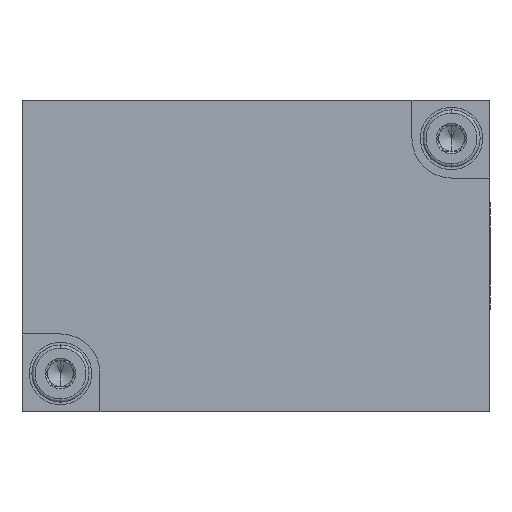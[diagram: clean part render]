
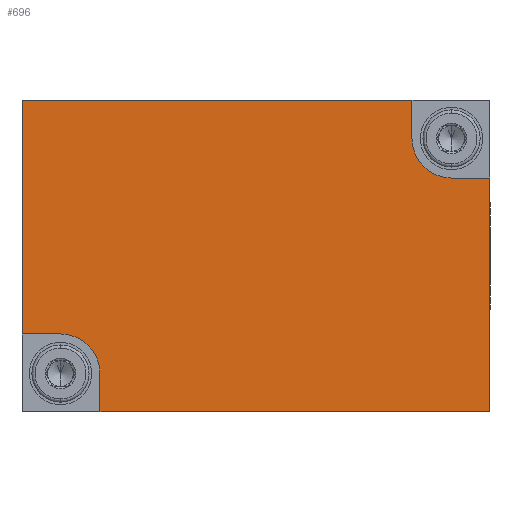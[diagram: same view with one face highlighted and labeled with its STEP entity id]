
A CAD part, front view. The second image highlights one B-rep face of the part: STEP entity #696.
In plain terms, the highlighted planar face has unit normal (0, -1, 0).
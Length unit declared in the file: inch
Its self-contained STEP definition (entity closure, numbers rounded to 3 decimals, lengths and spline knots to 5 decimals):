
#41 = AXIS2_PLACEMENT_3D ( 'NONE', #4100, #604, #7460 ) ;
#214 = VERTEX_POINT ( 'NONE', #1074 ) ;
#504 = VECTOR ( 'NONE', #3112, 39.37008 ) ;
#507 = CARTESIAN_POINT ( 'NONE',  ( 0.88583, 0., 1.1811 ) ) ;
#549 = EDGE_CURVE ( 'NONE', #5282, #1740, #6557, .T. ) ;
#591 = VERTEX_POINT ( 'NONE', #4788 ) ;
#604 = DIRECTION ( 'NONE',  ( 0., -1., 0. ) ) ;
#652 = LINE ( 'NONE', #4766, #6535 ) ;
#696 = ADVANCED_FACE ( 'NONE', ( #7327 ), #3160, .F. ) ;
#1074 = CARTESIAN_POINT ( 'NONE',  ( -0.59055, 0., 0. ) ) ;
#1075 = CARTESIAN_POINT ( 'NONE',  ( -0.74016, 0., 0.29528 ) ) ;
#1174 = CARTESIAN_POINT ( 'NONE',  ( -0.88583, 0., 1.1811 ) ) ;
#1211 = AXIS2_PLACEMENT_3D ( 'NONE', #5559, #6745, #5448 ) ;
#1293 = ORIENTED_EDGE ( 'NONE', *, *, #3412, .T. ) ;
#1362 = DIRECTION ( 'NONE',  ( 0., 0., -1. ) ) ;
#1502 = VERTEX_POINT ( 'NONE', #7158 ) ;
#1740 = VERTEX_POINT ( 'NONE', #2868 ) ;
#1882 = CARTESIAN_POINT ( 'NONE',  ( -0.88583, 0., 0.29528 ) ) ;
#1928 = CARTESIAN_POINT ( 'NONE',  ( 0.88583, 0., 0. ) ) ;
#2002 = DIRECTION ( 'NONE',  ( 0., 0., 1. ) ) ;
#2163 = VERTEX_POINT ( 'NONE', #2528 ) ;
#2233 = EDGE_LOOP ( 'NONE', ( #4340, #5695, #5472, #4104, #5569, #4149, #6360, #1293, #5890, #3421 ) ) ;
#2442 = DIRECTION ( 'NONE',  ( 1., 0., 0. ) ) ;
#2510 = CARTESIAN_POINT ( 'NONE',  ( -0.59055, 0., 0. ) ) ;
#2528 = CARTESIAN_POINT ( 'NONE',  ( -0.59055, 0., 0.14567 ) ) ;
#2597 = CARTESIAN_POINT ( 'NONE',  ( -0.88583, 0., 0.29528 ) ) ;
#2856 = DIRECTION ( 'NONE',  ( 0., 0., 1. ) ) ;
#2868 = CARTESIAN_POINT ( 'NONE',  ( -0.88583, 0., 1.1811 ) ) ;
#2963 = VECTOR ( 'NONE', #6751, 39.37008 ) ;
#2984 = CIRCLE ( 'NONE', #41, 0.14961 ) ;
#3027 = EDGE_CURVE ( 'NONE', #1502, #591, #7202, .T. ) ;
#3112 = DIRECTION ( 'NONE',  ( 1., 0., 0. ) ) ;
#3160 = PLANE ( 'NONE',  #1211 ) ;
#3202 = AXIS2_PLACEMENT_3D ( 'NONE', #4299, #7272, #2002 ) ;
#3263 = VECTOR ( 'NONE', #4674, 39.37008 ) ;
#3412 = EDGE_CURVE ( 'NONE', #214, #7487, #7163, .T. ) ;
#3421 = ORIENTED_EDGE ( 'NONE', *, *, #3027, .F. ) ;
#3441 = VECTOR ( 'NONE', #2442, 39.37008 ) ;
#3453 = EDGE_CURVE ( 'NONE', #2163, #3614, #7151, .T. ) ;
#3614 = VERTEX_POINT ( 'NONE', #1075 ) ;
#3660 = DIRECTION ( 'NONE',  ( 0., 0., 1. ) ) ;
#3745 = EDGE_CURVE ( 'NONE', #3614, #5585, #5598, .T. ) ;
#4005 = LINE ( 'NONE', #507, #6640 ) ;
#4100 = CARTESIAN_POINT ( 'NONE',  ( 0.74016, 0., 1.03543 ) ) ;
#4104 = ORIENTED_EDGE ( 'NONE', *, *, #5255, .T. ) ;
#4116 = EDGE_CURVE ( 'NONE', #5282, #6652, #652, .T. ) ;
#4121 = LINE ( 'NONE', #5895, #6611 ) ;
#4149 = ORIENTED_EDGE ( 'NONE', *, *, #3453, .F. ) ;
#4299 = CARTESIAN_POINT ( 'NONE',  ( -0.74016, 0., 0.14567 ) ) ;
#4340 = ORIENTED_EDGE ( 'NONE', *, *, #7337, .F. ) ;
#4674 = DIRECTION ( 'NONE',  ( -1., 0., 0. ) ) ;
#4766 = CARTESIAN_POINT ( 'NONE',  ( 0.59055, 0., 0. ) ) ;
#4788 = CARTESIAN_POINT ( 'NONE',  ( 0.88583, 0., 0.88583 ) ) ;
#4799 = CARTESIAN_POINT ( 'NONE',  ( 0.88583, 0., 0. ) ) ;
#5255 = EDGE_CURVE ( 'NONE', #1740, #5585, #4121, .T. ) ;
#5282 = VERTEX_POINT ( 'NONE', #6513 ) ;
#5448 = DIRECTION ( 'NONE',  ( 0., 0., -1. ) ) ;
#5472 = ORIENTED_EDGE ( 'NONE', *, *, #549, .T. ) ;
#5559 = CARTESIAN_POINT ( 'NONE',  ( 0.88583, 0., 0. ) ) ;
#5569 = ORIENTED_EDGE ( 'NONE', *, *, #3745, .F. ) ;
#5585 = VERTEX_POINT ( 'NONE', #1882 ) ;
#5598 = LINE ( 'NONE', #2597, #2963 ) ;
#5695 = ORIENTED_EDGE ( 'NONE', *, *, #4116, .F. ) ;
#5890 = ORIENTED_EDGE ( 'NONE', *, *, #6573, .T. ) ;
#5895 = CARTESIAN_POINT ( 'NONE',  ( -0.88583, 0., 0. ) ) ;
#5974 = CARTESIAN_POINT ( 'NONE',  ( 0.59055, 0., 1.03543 ) ) ;
#6013 = LINE ( 'NONE', #2510, #6028 ) ;
#6028 = VECTOR ( 'NONE', #3660, 39.37008 ) ;
#6050 = CARTESIAN_POINT ( 'NONE',  ( 0.88583, 0., 0.88583 ) ) ;
#6360 = ORIENTED_EDGE ( 'NONE', *, *, #6624, .F. ) ;
#6513 = CARTESIAN_POINT ( 'NONE',  ( 0.59055, 0., 1.1811 ) ) ;
#6535 = VECTOR ( 'NONE', #7118, 39.37008 ) ;
#6557 = LINE ( 'NONE', #1174, #3263 ) ;
#6573 = EDGE_CURVE ( 'NONE', #7487, #591, #4005, .T. ) ;
#6611 = VECTOR ( 'NONE', #1362, 39.37008 ) ;
#6624 = EDGE_CURVE ( 'NONE', #214, #2163, #6013, .T. ) ;
#6640 = VECTOR ( 'NONE', #2856, 39.37008 ) ;
#6652 = VERTEX_POINT ( 'NONE', #5974 ) ;
#6745 = DIRECTION ( 'NONE',  ( 0., 1., 0. ) ) ;
#6751 = DIRECTION ( 'NONE',  ( -1., 0., 0. ) ) ;
#7118 = DIRECTION ( 'NONE',  ( 0., 0., -1. ) ) ;
#7151 = CIRCLE ( 'NONE', #3202, 0.14961 ) ;
#7158 = CARTESIAN_POINT ( 'NONE',  ( 0.74016, 0., 0.88583 ) ) ;
#7163 = LINE ( 'NONE', #1928, #504 ) ;
#7202 = LINE ( 'NONE', #6050, #3441 ) ;
#7272 = DIRECTION ( 'NONE',  ( 0., -1., 0. ) ) ;
#7327 = FACE_OUTER_BOUND ( 'NONE', #2233, .T. ) ;
#7337 = EDGE_CURVE ( 'NONE', #6652, #1502, #2984, .T. ) ;
#7460 = DIRECTION ( 'NONE',  ( 0., 0., 1. ) ) ;
#7487 = VERTEX_POINT ( 'NONE', #4799 ) ;
